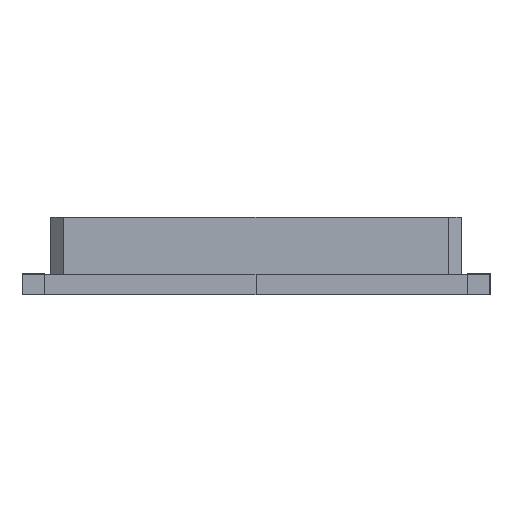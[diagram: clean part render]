
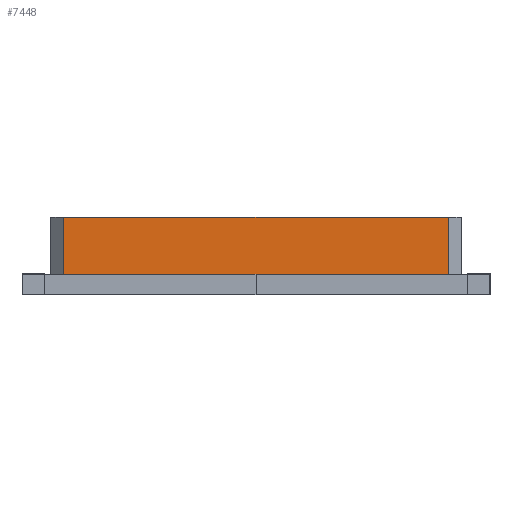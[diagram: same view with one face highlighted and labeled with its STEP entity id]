
A CAD part, front view. The second image highlights one B-rep face of the part: STEP entity #7448.
In plain terms, the highlighted planar face has unit normal (0, -1, 0).
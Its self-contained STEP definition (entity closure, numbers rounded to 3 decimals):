
#589 = PLANE('',#590);
#590 = AXIS2_PLACEMENT_3D('',#591,#592,#593);
#591 = CARTESIAN_POINT('',(8.15,-10.,0.8
    ));
#592 = DIRECTION('',(0.,0.,-1.));
#593 = DIRECTION('',(0.707,0.707,0.)
  );
#1342 = VERTEX_POINT('',#1343);
#1343 = CARTESIAN_POINT('',(0.,-9.1,
    0.8));
#1357 = PLANE('',#1358);
#1358 = AXIS2_PLACEMENT_3D('',#1359,#1360,#1361);
#1359 = CARTESIAN_POINT('',(8.15,-10.,
    0.8));
#1360 = DIRECTION('',(0.,0.,-1.));
#1361 = DIRECTION('',(0.707,0.707,0.
    ));
#1369 = EDGE_CURVE('',#1370,#1342,#1372,.T.);
#1370 = VERTEX_POINT('',#1371);
#1371 = CARTESIAN_POINT('',(7.4,-9.1,0.8)
  );
#1372 = SURFACE_CURVE('',#1373,(#1377,#1384),.PCURVE_S1.);
#1373 = LINE('',#1374,#1375);
#1374 = CARTESIAN_POINT('',(0.375,-9.1,
    0.8));
#1375 = VECTOR('',#1376,1.);
#1376 = DIRECTION('',(-1.,0.,
    0.));
#1377 = PCURVE('',#589,#1378);
#1378 = DEFINITIONAL_REPRESENTATION('',(#1379),#1383);
#1379 = LINE('',#1380,#1381);
#1380 = CARTESIAN_POINT('',(-4.861,-6.134));
#1381 = VECTOR('',#1382,1.);
#1382 = DIRECTION('',(-0.707,-0.707));
#1383 = ( GEOMETRIC_REPRESENTATION_CONTEXT(2) 
PARAMETRIC_REPRESENTATION_CONTEXT() REPRESENTATION_CONTEXT('2D SPACE',''
  ) );
#1384 = PCURVE('',#1385,#1390);
#1385 = PLANE('',#1386);
#1386 = AXIS2_PLACEMENT_3D('',#1387,#1388,#1389);
#1387 = CARTESIAN_POINT('',(-7.4,-9.1,
    3.));
#1388 = DIRECTION('',(0.,-1.,
    0.));
#1389 = DIRECTION('',(1.,0.,
    0.));
#1390 = DEFINITIONAL_REPRESENTATION('',(#1391),#1395);
#1391 = LINE('',#1392,#1393);
#1392 = CARTESIAN_POINT('',(7.775,-2.2));
#1393 = VECTOR('',#1394,1.);
#1394 = DIRECTION('',(-1.,0.));
#1395 = ( GEOMETRIC_REPRESENTATION_CONTEXT(2) 
PARAMETRIC_REPRESENTATION_CONTEXT() REPRESENTATION_CONTEXT('2D SPACE',''
  ) );
#1413 = PLANE('',#1414);
#1414 = AXIS2_PLACEMENT_3D('',#1415,#1416,#1417);
#1415 = CARTESIAN_POINT('',(7.4,-9.1,3.)
  );
#1416 = DIRECTION('',(0.707,-0.707,
    0.));
#1417 = DIRECTION('',(0.707,0.707,0.
    ));
#7185 = PLANE('',#7186);
#7186 = AXIS2_PLACEMENT_3D('',#7187,#7188,#7189);
#7187 = CARTESIAN_POINT('',(-8.15,-10.,0.8));
#7188 = DIRECTION('',(0.,0.,1.));
#7189 = DIRECTION('',(-0.707,-0.707,
    0.));
#7218 = PLANE('',#7219);
#7219 = AXIS2_PLACEMENT_3D('',#7220,#7221,#7222);
#7220 = CARTESIAN_POINT('',(-7.9,2.7,
    3.));
#7221 = DIRECTION('',(0.,0.,-1.));
#7222 = DIRECTION('',(0.707,0.707,0.
    ));
#7404 = VERTEX_POINT('',#7405);
#7405 = CARTESIAN_POINT('',(7.4,-9.1,3.)
  );
#7426 = EDGE_CURVE('',#7404,#1370,#7427,.T.);
#7427 = SURFACE_CURVE('',#7428,(#7432,#7439),.PCURVE_S1.);
#7428 = LINE('',#7429,#7430);
#7429 = CARTESIAN_POINT('',(7.4,-9.1,3.)
  );
#7430 = VECTOR('',#7431,1.);
#7431 = DIRECTION('',(0.,0.,-1.));
#7432 = PCURVE('',#1413,#7433);
#7433 = DEFINITIONAL_REPRESENTATION('',(#7434),#7438);
#7434 = LINE('',#7435,#7436);
#7435 = CARTESIAN_POINT('',(0.,0.));
#7436 = VECTOR('',#7437,1.);
#7437 = DIRECTION('',(0.,-1.));
#7438 = ( GEOMETRIC_REPRESENTATION_CONTEXT(2) 
PARAMETRIC_REPRESENTATION_CONTEXT() REPRESENTATION_CONTEXT('2D SPACE',''
  ) );
#7439 = PCURVE('',#1385,#7440);
#7440 = DEFINITIONAL_REPRESENTATION('',(#7441),#7445);
#7441 = LINE('',#7442,#7443);
#7442 = CARTESIAN_POINT('',(14.8,0.));
#7443 = VECTOR('',#7444,1.);
#7444 = DIRECTION('',(0.,-1.));
#7445 = ( GEOMETRIC_REPRESENTATION_CONTEXT(2) 
PARAMETRIC_REPRESENTATION_CONTEXT() REPRESENTATION_CONTEXT('2D SPACE',''
  ) );
#7448 = ADVANCED_FACE('',(#7449),#1385,.T.);
#7449 = FACE_BOUND('',#7450,.T.);
#7450 = EDGE_LOOP('',(#7451,#7474,#7502,#7525,#7546,#7547));
#7451 = ORIENTED_EDGE('',*,*,#7452,.F.);
#7452 = EDGE_CURVE('',#7453,#7404,#7455,.T.);
#7453 = VERTEX_POINT('',#7454);
#7454 = CARTESIAN_POINT('',(-7.4,-9.1,
    3.));
#7455 = SURFACE_CURVE('',#7456,(#7460,#7467),.PCURVE_S1.);
#7456 = LINE('',#7457,#7458);
#7457 = CARTESIAN_POINT('',(-7.4,-9.1,
    3.));
#7458 = VECTOR('',#7459,1.);
#7459 = DIRECTION('',(1.,0.,
    0.));
#7460 = PCURVE('',#1385,#7461);
#7461 = DEFINITIONAL_REPRESENTATION('',(#7462),#7466);
#7462 = LINE('',#7463,#7464);
#7463 = CARTESIAN_POINT('',(0.,0.));
#7464 = VECTOR('',#7465,1.);
#7465 = DIRECTION('',(1.,0.));
#7466 = ( GEOMETRIC_REPRESENTATION_CONTEXT(2) 
PARAMETRIC_REPRESENTATION_CONTEXT() REPRESENTATION_CONTEXT('2D SPACE',''
  ) );
#7467 = PCURVE('',#7218,#7468);
#7468 = DEFINITIONAL_REPRESENTATION('',(#7469),#7473);
#7469 = LINE('',#7470,#7471);
#7470 = CARTESIAN_POINT('',(-7.99,8.697));
#7471 = VECTOR('',#7472,1.);
#7472 = DIRECTION('',(0.707,0.707));
#7473 = ( GEOMETRIC_REPRESENTATION_CONTEXT(2) 
PARAMETRIC_REPRESENTATION_CONTEXT() REPRESENTATION_CONTEXT('2D SPACE',''
  ) );
#7474 = ORIENTED_EDGE('',*,*,#7475,.T.);
#7475 = EDGE_CURVE('',#7453,#7476,#7478,.T.);
#7476 = VERTEX_POINT('',#7477);
#7477 = CARTESIAN_POINT('',(-7.4,-9.1,
    0.8));
#7478 = SURFACE_CURVE('',#7479,(#7483,#7490),.PCURVE_S1.);
#7479 = LINE('',#7480,#7481);
#7480 = CARTESIAN_POINT('',(-7.4,-9.1,
    3.));
#7481 = VECTOR('',#7482,1.);
#7482 = DIRECTION('',(0.,0.,-1.));
#7483 = PCURVE('',#1385,#7484);
#7484 = DEFINITIONAL_REPRESENTATION('',(#7485),#7489);
#7485 = LINE('',#7486,#7487);
#7486 = CARTESIAN_POINT('',(0.,0.));
#7487 = VECTOR('',#7488,1.);
#7488 = DIRECTION('',(0.,-1.));
#7489 = ( GEOMETRIC_REPRESENTATION_CONTEXT(2) 
PARAMETRIC_REPRESENTATION_CONTEXT() REPRESENTATION_CONTEXT('2D SPACE',''
  ) );
#7490 = PCURVE('',#7491,#7496);
#7491 = PLANE('',#7492);
#7492 = AXIS2_PLACEMENT_3D('',#7493,#7494,#7495);
#7493 = CARTESIAN_POINT('',(-7.9,-8.6,
    3.));
#7494 = DIRECTION('',(-0.707,-0.707,
    0.));
#7495 = DIRECTION('',(0.707,-0.707,
    0.));
#7496 = DEFINITIONAL_REPRESENTATION('',(#7497),#7501);
#7497 = LINE('',#7498,#7499);
#7498 = CARTESIAN_POINT('',(0.707,0.));
#7499 = VECTOR('',#7500,1.);
#7500 = DIRECTION('',(0.,-1.));
#7501 = ( GEOMETRIC_REPRESENTATION_CONTEXT(2) 
PARAMETRIC_REPRESENTATION_CONTEXT() REPRESENTATION_CONTEXT('2D SPACE',''
  ) );
#7502 = ORIENTED_EDGE('',*,*,#7503,.T.);
#7503 = EDGE_CURVE('',#7476,#7504,#7506,.T.);
#7504 = VERTEX_POINT('',#7505);
#7505 = CARTESIAN_POINT('',(0.,-9.1,
    0.8));
#7506 = SURFACE_CURVE('',#7507,(#7511,#7518),.PCURVE_S1.);
#7507 = LINE('',#7508,#7509);
#7508 = CARTESIAN_POINT('',(-7.775,-9.1,
    0.8));
#7509 = VECTOR('',#7510,1.);
#7510 = DIRECTION('',(1.,0.,
    0.));
#7511 = PCURVE('',#1385,#7512);
#7512 = DEFINITIONAL_REPRESENTATION('',(#7513),#7517);
#7513 = LINE('',#7514,#7515);
#7514 = CARTESIAN_POINT('',(-0.375,-2.2));
#7515 = VECTOR('',#7516,1.);
#7516 = DIRECTION('',(1.,0.));
#7517 = ( GEOMETRIC_REPRESENTATION_CONTEXT(2) 
PARAMETRIC_REPRESENTATION_CONTEXT() REPRESENTATION_CONTEXT('2D SPACE',''
  ) );
#7518 = PCURVE('',#7185,#7519);
#7519 = DEFINITIONAL_REPRESENTATION('',(#7520),#7524);
#7520 = LINE('',#7521,#7522);
#7521 = CARTESIAN_POINT('',(-0.902,-0.371));
#7522 = VECTOR('',#7523,1.);
#7523 = DIRECTION('',(-0.707,0.707));
#7524 = ( GEOMETRIC_REPRESENTATION_CONTEXT(2) 
PARAMETRIC_REPRESENTATION_CONTEXT() REPRESENTATION_CONTEXT('2D SPACE',''
  ) );
#7525 = ORIENTED_EDGE('',*,*,#7526,.F.);
#7526 = EDGE_CURVE('',#1342,#7504,#7527,.T.);
#7527 = SURFACE_CURVE('',#7528,(#7532,#7539),.PCURVE_S1.);
#7528 = LINE('',#7529,#7530);
#7529 = CARTESIAN_POINT('',(0.375,-9.1,
    0.8));
#7530 = VECTOR('',#7531,1.);
#7531 = DIRECTION('',(-1.,0.,
    0.));
#7532 = PCURVE('',#1385,#7533);
#7533 = DEFINITIONAL_REPRESENTATION('',(#7534),#7538);
#7534 = LINE('',#7535,#7536);
#7535 = CARTESIAN_POINT('',(7.775,-2.2));
#7536 = VECTOR('',#7537,1.);
#7537 = DIRECTION('',(-1.,0.));
#7538 = ( GEOMETRIC_REPRESENTATION_CONTEXT(2) 
PARAMETRIC_REPRESENTATION_CONTEXT() REPRESENTATION_CONTEXT('2D SPACE',''
  ) );
#7539 = PCURVE('',#1357,#7540);
#7540 = DEFINITIONAL_REPRESENTATION('',(#7541),#7545);
#7541 = LINE('',#7542,#7543);
#7542 = CARTESIAN_POINT('',(-4.861,-6.134));
#7543 = VECTOR('',#7544,1.);
#7544 = DIRECTION('',(-0.707,-0.707));
#7545 = ( GEOMETRIC_REPRESENTATION_CONTEXT(2) 
PARAMETRIC_REPRESENTATION_CONTEXT() REPRESENTATION_CONTEXT('2D SPACE',''
  ) );
#7546 = ORIENTED_EDGE('',*,*,#1369,.F.);
#7547 = ORIENTED_EDGE('',*,*,#7426,.F.);
